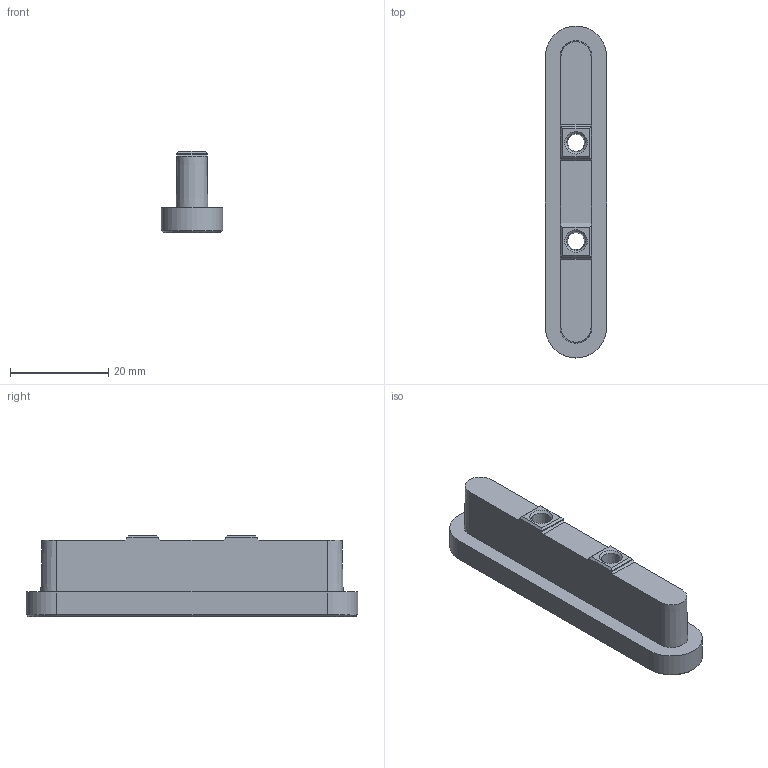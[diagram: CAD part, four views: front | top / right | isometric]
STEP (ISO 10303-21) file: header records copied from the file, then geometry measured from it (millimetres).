
FILE_DESCRIPTION(/* description */ (''),/* implementation_level */ '2;1');
FILE_NAME(/* name */ 'Continental Breakfast Mount x2_LDO.step',/* time_stamp */ '2024-03-17T16:30:28-04:00',/* author */ (''),/* organization */ (''),/* preprocessor_version */ 'ST-DEVELOPER v20',/* originating_system */ 'Autodesk Translation Framework v12.20.1.177',/* authorisation */ '');
FILE_SCHEMA (('AUTOMOTIVE_DESIGN { 1 0 10303 214 3 1 1 }'));
Length unit declared in the file: millimetre
Products named in the file (1): Breakfast mount
Bounding box: 12.5 x 67.5 x 16.5 mm (x, y, z)
Volume: 7642.1 mm3; surface area: 4091.7 mm2
Topology: 1 solids, 1 shells, 85 faces, 204 edges, 122 vertices
Faces by surface type: plane 61, cylinder 14, cone 10
Full cylindrical faces by diameter (mm): 3.4 x2, 5.5 x2
Entity records: 2472 total; most frequent: DIRECTION 424, ORIENTED_EDGE 416, CARTESIAN_POINT 416, EDGE_CURVE 208, LINE 164, VECTOR 164, AXIS2_PLACEMENT_3D 130, VERTEX_POINT 122
